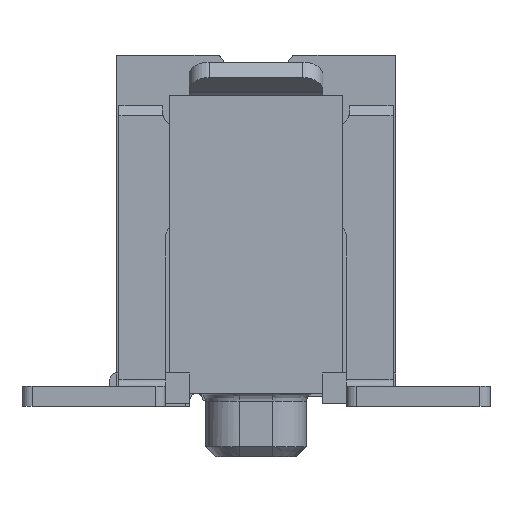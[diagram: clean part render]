
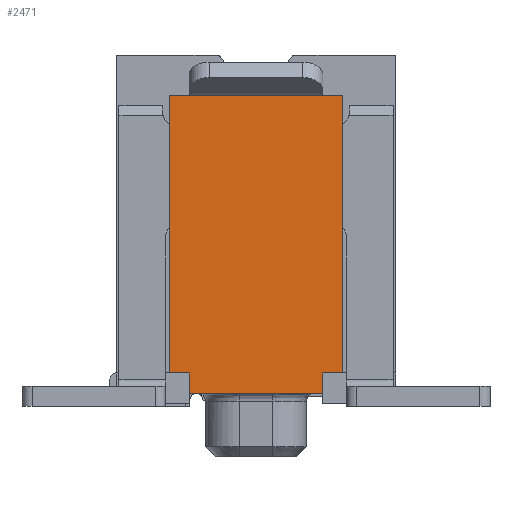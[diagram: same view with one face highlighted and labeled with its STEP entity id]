
A CAD part, left-side view. The second image highlights one B-rep face of the part: STEP entity #2471.
In plain terms, the highlighted planar face has unit normal (-1, 0, 0).
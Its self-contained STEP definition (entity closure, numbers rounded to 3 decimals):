
#1327=CARTESIAN_POINT('',(-3.81,1.,0.95));
#1328=VERTEX_POINT('',#1327);
#1369=CARTESIAN_POINT('',(-3.81,-1.,0.95));
#1370=VERTEX_POINT('',#1369);
#1377=CARTESIAN_POINT('',(-3.81,-0.85,0.95));
#1378=VERTEX_POINT('',#1377);
#1379=CARTESIAN_POINT('',(-3.81,-1.,0.95));
#1380=DIRECTION('',(0.,1.,0.));
#1381=VECTOR('',#1380,0.15);
#1382=LINE('',#1379,#1381);
#1383=EDGE_CURVE('',#1370,#1378,#1382,.T.);
#1385=CARTESIAN_POINT('',(-3.81,-0.85,0.95));
#1386=CARTESIAN_POINT('',(-3.81,-0.48,0.95));
#1387=CARTESIAN_POINT('',(-3.81,-0.11,0.95));
#1388=CARTESIAN_POINT('',(-3.81,0.26,0.95));
#1389=CARTESIAN_POINT('',(-3.81,0.63,0.95));
#1390=CARTESIAN_POINT('',(-3.81,1.,0.95));
#1391=B_SPLINE_CURVE_WITH_KNOTS('',5,(#1385,#1386,#1387,#1388,#1389,#1390),.UNSPECIFIED.,.F.,.U.,(6,6),(0.,1.85),.UNSPECIFIED.);
#1392=EDGE_CURVE('',#1378,#1328,#1391,.T.);
#2040=CARTESIAN_POINT('',(-3.81,1.,1.25));
#2041=VERTEX_POINT('',#2040);
#2048=CARTESIAN_POINT('',(-3.81,1.3,1.25));
#2049=VERTEX_POINT('',#2048);
#2050=CARTESIAN_POINT('',(-3.81,1.,1.25));
#2051=DIRECTION('',(0.,1.,0.));
#2052=VECTOR('',#2051,0.3);
#2053=LINE('',#2050,#2052);
#2054=EDGE_CURVE('',#2041,#2049,#2053,.T.);
#2400=CARTESIAN_POINT('',(-3.81,-1.,1.25));
#2401=VERTEX_POINT('',#2400);
#2408=CARTESIAN_POINT('',(-3.81,-1.,1.25));
#2409=DIRECTION('',(0.,0.,-1.));
#2410=VECTOR('',#2409,0.3);
#2411=LINE('',#2408,#2410);
#2412=EDGE_CURVE('',#2401,#1370,#2411,.T.);
#2424=CARTESIAN_POINT('',(-3.81,0.,3.281));
#2425=DIRECTION('',(0.,-1.,0.));
#2426=DIRECTION('',(-1.,-0.,0.));
#2427=AXIS2_PLACEMENT_3D('',#2424,#2426,#2425);
#2428=PLANE('',#2427);
#2429=CARTESIAN_POINT('',(-3.81,1.3,5.4));
#2430=VERTEX_POINT('',#2429);
#2431=CARTESIAN_POINT('',(-3.81,1.3,5.4));
#2432=DIRECTION('',(0.,0.,-1.));
#2433=VECTOR('',#2432,4.15);
#2434=LINE('',#2431,#2433);
#2435=EDGE_CURVE('',#2430,#2049,#2434,.T.);
#2436=ORIENTED_EDGE('',*,*,#2435,.T.);
#2437=ORIENTED_EDGE('',*,*,#2054,.F.);
#2438=CARTESIAN_POINT('',(-3.81,1.,1.25));
#2439=DIRECTION('',(0.,0.,-1.));
#2440=VECTOR('',#2439,0.3);
#2441=LINE('',#2438,#2440);
#2442=EDGE_CURVE('',#2041,#1328,#2441,.T.);
#2443=ORIENTED_EDGE('',*,*,#2442,.T.);
#2444=ORIENTED_EDGE('',*,*,#1392,.F.);
#2445=ORIENTED_EDGE('',*,*,#1383,.F.);
#2446=ORIENTED_EDGE('',*,*,#2412,.F.);
#2447=CARTESIAN_POINT('',(-3.81,-1.3,1.25));
#2448=VERTEX_POINT('',#2447);
#2449=CARTESIAN_POINT('',(-3.81,-1.,1.25));
#2450=DIRECTION('',(0.,-1.,0.));
#2451=VECTOR('',#2450,0.3);
#2452=LINE('',#2449,#2451);
#2453=EDGE_CURVE('',#2401,#2448,#2452,.T.);
#2454=ORIENTED_EDGE('',*,*,#2453,.T.);
#2455=CARTESIAN_POINT('',(-3.81,-1.3,5.4));
#2456=VERTEX_POINT('',#2455);
#2457=CARTESIAN_POINT('',(-3.81,-1.3,1.25));
#2458=DIRECTION('',(0.,0.,1.));
#2459=VECTOR('',#2458,4.15);
#2460=LINE('',#2457,#2459);
#2461=EDGE_CURVE('',#2448,#2456,#2460,.T.);
#2462=ORIENTED_EDGE('',*,*,#2461,.T.);
#2463=CARTESIAN_POINT('',(-3.81,-1.3,5.4));
#2464=DIRECTION('',(0.,1.,0.));
#2465=VECTOR('',#2464,2.6);
#2466=LINE('',#2463,#2465);
#2467=EDGE_CURVE('',#2456,#2430,#2466,.T.);
#2468=ORIENTED_EDGE('',*,*,#2467,.T.);
#2469=EDGE_LOOP('',(#2436,#2437,#2443,#2444,#2445,#2446,#2454,#2462,#2468));
#2470=FACE_OUTER_BOUND('',#2469,.T.);
#2471=ADVANCED_FACE('',(#2470),#2428,.T.);
